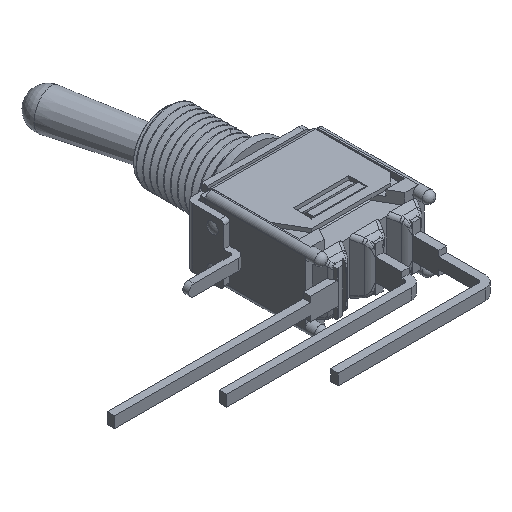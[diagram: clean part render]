
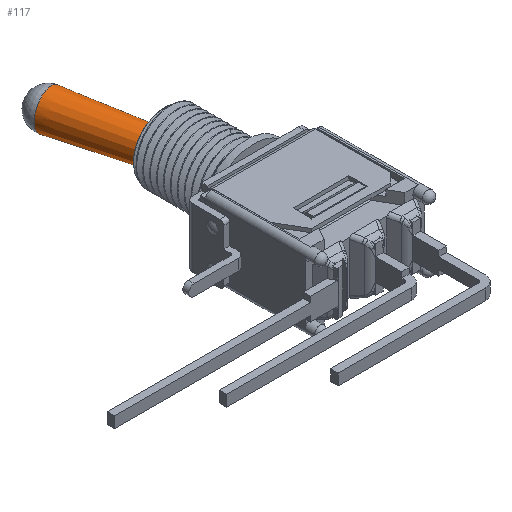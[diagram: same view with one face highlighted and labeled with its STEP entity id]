
A CAD part, isometric view. The second image highlights one B-rep face of the part: STEP entity #117.
In plain terms, the highlighted conical face has half-angle 1.742 degrees and reference radius 1.151 mm.
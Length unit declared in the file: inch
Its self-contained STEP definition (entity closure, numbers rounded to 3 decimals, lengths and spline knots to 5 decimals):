
#117 = ADVANCED_FACE( '', ( #621, #622 ), #623, .T. );
#621 = FACE_OUTER_BOUND( '', #1649, .T. );
#622 = FACE_BOUND( '', #1650, .T. );
#623 = CONICAL_SURFACE( '', #1651, 0.04532, 0.03 );
#1649 = EDGE_LOOP( '', ( #7439 ) );
#1650 = EDGE_LOOP( '', ( #7440 ) );
#1651 = AXIS2_PLACEMENT_3D( '', #7441, #7442, #7443 );
#7439 = ORIENTED_EDGE( '', *, *, #11403, .T. );
#7440 = ORIENTED_EDGE( '', *, *, #11404, .F. );
#7441 = CARTESIAN_POINT( '', ( -0.04371, 0.55367, 0. ) );
#7442 = DIRECTION( '', ( -0.216, 0.976, 0. ) );
#7443 = DIRECTION( '', ( 0.976, 0.216, 0. ) );
#11403 = EDGE_CURVE( '', #14124, #14124, #14125, .T. );
#11404 = EDGE_CURVE( '', #14126, #14126, #14127, .T. );
#14124 = VERTEX_POINT( '', #19548 );
#14125 = CIRCLE( '', #19549, 0.05 );
#14126 = VERTEX_POINT( '', #19550 );
#14127 = CIRCLE( '', #19551, 0.04063 );
#19548 = CARTESIAN_POINT( '', ( -0.02824, 0.71488, 0. ) );
#19549 = AXIS2_PLACEMENT_3D( '', #30884, #30885, #30886 );
#19550 = CARTESIAN_POINT( '', ( 0.0293, 0.41208, 0. ) );
#19551 = AXIS2_PLACEMENT_3D( '', #30887, #30888, #30889 );
#30884 = CARTESIAN_POINT( '', ( -0.07705, 0.70406, 0. ) );
#30885 = DIRECTION( '', ( 0.216, -0.976, 0. ) );
#30886 = DIRECTION( '', ( 0.976, 0.216, 0. ) );
#30887 = CARTESIAN_POINT( '', ( -0.01037, 0.40328, 0. ) );
#30888 = DIRECTION( '', ( 0.216, -0.976, 0. ) );
#30889 = DIRECTION( '', ( 0.976, 0.216, 0. ) );
